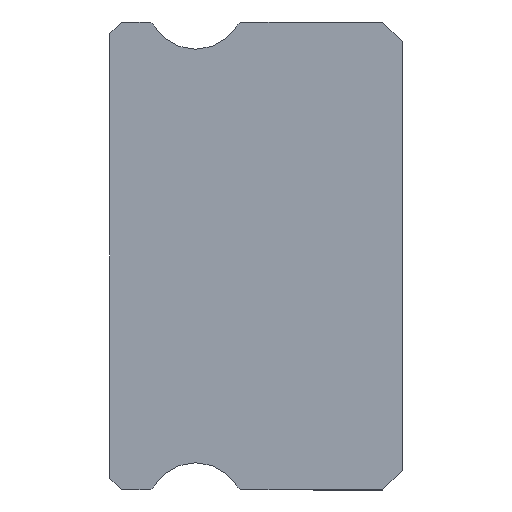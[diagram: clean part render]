
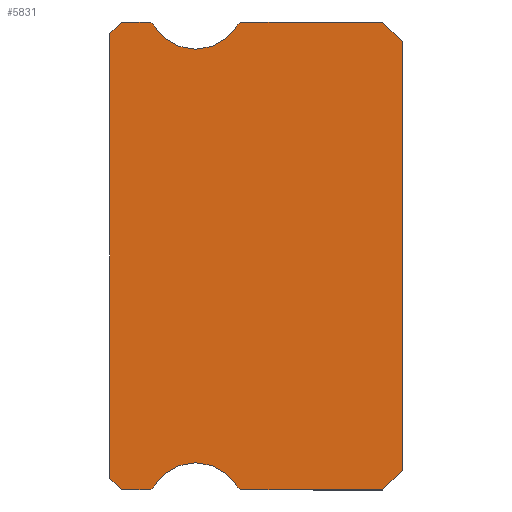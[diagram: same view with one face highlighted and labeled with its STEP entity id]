
A CAD part, left-side view. The second image highlights one B-rep face of the part: STEP entity #5831.
In plain terms, the highlighted planar face has unit normal (-1, 0, 0).
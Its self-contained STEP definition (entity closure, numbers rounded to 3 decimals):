
#12 = VERTEX_POINT ( 'NONE', #600 ) ;
#19 = VERTEX_POINT ( 'NONE', #3141 ) ;
#22 = EDGE_CURVE ( 'NONE', #5970, #5851, #2546, .T. ) ;
#31 = CIRCLE ( 'NONE', #3019, 0.15 ) ;
#63 = DIRECTION ( 'NONE',  ( 0., 0., -1. ) ) ;
#68 = ORIENTED_EDGE ( 'NONE', *, *, #2400, .F. ) ;
#145 = CIRCLE ( 'NONE', #3693, 0.15 ) ;
#251 = LINE ( 'NONE', #4195, #7343 ) ;
#291 = CARTESIAN_POINT ( 'NONE',  ( -12.5, 0., -5.5 ) ) ;
#292 = VECTOR ( 'NONE', #3217, 1000. ) ;
#319 = ORIENTED_EDGE ( 'NONE', *, *, #2438, .T. ) ;
#365 = DIRECTION ( 'NONE',  ( 0., -0.707, -0.707 ) ) ;
#591 = DIRECTION ( 'NONE',  ( 0., 0., -1. ) ) ;
#600 = CARTESIAN_POINT ( 'NONE',  ( -12.5, 7.2, 6. ) ) ;
#658 = DIRECTION ( 'NONE',  ( 0., -1., 0. ) ) ;
#759 = DIRECTION ( 'NONE',  ( 1., 0., 0. ) ) ;
#791 = LINE ( 'NONE', #3365, #5912 ) ;
#855 = CARTESIAN_POINT ( 'NONE',  ( -12.5, 7.5, 5.7 ) ) ;
#879 = CARTESIAN_POINT ( 'NONE',  ( -12.5, 4.088, 5.85 ) ) ;
#937 = VERTEX_POINT ( 'NONE', #5379 ) ;
#1086 = EDGE_CURVE ( 'NONE', #8290, #4670, #1975, .T. ) ;
#1117 = CARTESIAN_POINT ( 'NONE',  ( -12.5, 6.383, -5.925 ) ) ;
#1164 = EDGE_CURVE ( 'NONE', #4974, #5327, #7100, .T. ) ;
#1168 = DIRECTION ( 'NONE',  ( -1., 0., 0. ) ) ;
#1222 = VECTOR ( 'NONE', #4074, 1000. ) ;
#1246 = CARTESIAN_POINT ( 'NONE',  ( -12.5, 7.2, -6. ) ) ;
#1307 = EDGE_CURVE ( 'NONE', #5936, #937, #791, .T. ) ;
#1310 = CIRCLE ( 'NONE', #2808, 0.15 ) ;
#1346 = DIRECTION ( 'NONE',  ( 1., 0., 0. ) ) ;
#1379 = AXIS2_PLACEMENT_3D ( 'NONE', #6902, #4398, #3080 ) ;
#1413 = EDGE_CURVE ( 'NONE', #19, #7389, #1310, .T. ) ;
#1679 = DIRECTION ( 'NONE',  ( 1., 0., 0. ) ) ;
#1745 = CARTESIAN_POINT ( 'NONE',  ( -12.5, 4.217, 5.925 ) ) ;
#1789 = ORIENTED_EDGE ( 'NONE', *, *, #2375, .F. ) ;
#1863 = CARTESIAN_POINT ( 'NONE',  ( -12.5, 6.512, -6. ) ) ;
#1921 = CARTESIAN_POINT ( 'NONE',  ( -12.5, 6.512, 6. ) ) ;
#1975 = CIRCLE ( 'NONE', #7266, 1.25 ) ;
#2011 = PLANE ( 'NONE',  #5852 ) ;
#2025 = VECTOR ( 'NONE', #4623, 1000. ) ;
#2026 = CARTESIAN_POINT ( 'NONE',  ( -12.5, 0.5, 6. ) ) ;
#2031 = DIRECTION ( 'NONE',  ( -1., 0., 0. ) ) ;
#2075 = EDGE_CURVE ( 'NONE', #5590, #4974, #7909, .T. ) ;
#2095 = CARTESIAN_POINT ( 'NONE',  ( -12.5, 7.2, -6. ) ) ;
#2209 = CARTESIAN_POINT ( 'NONE',  ( -12.5, 6.512, -6. ) ) ;
#2293 = DIRECTION ( 'NONE',  ( 0., 0.707, -0.707 ) ) ;
#2375 = EDGE_CURVE ( 'NONE', #6492, #6625, #7896, .T. ) ;
#2382 = CARTESIAN_POINT ( 'NONE',  ( -12.5, 6.512, -5.85 ) ) ;
#2400 = EDGE_CURVE ( 'NONE', #937, #19, #6835, .T. ) ;
#2438 = EDGE_CURVE ( 'NONE', #5936, #6625, #6192, .T. ) ;
#2492 = VERTEX_POINT ( 'NONE', #3697 ) ;
#2546 = CIRCLE ( 'NONE', #7286, 0.15 ) ;
#2592 = EDGE_CURVE ( 'NONE', #4397, #6492, #5782, .T. ) ;
#2684 = CARTESIAN_POINT ( 'NONE',  ( -12.5, 6.512, -6. ) ) ;
#2808 = AXIS2_PLACEMENT_3D ( 'NONE', #2984, #1679, #3719 ) ;
#2832 = LINE ( 'NONE', #855, #2867 ) ;
#2867 = VECTOR ( 'NONE', #2293, 1000. ) ;
#2948 = ORIENTED_EDGE ( 'NONE', *, *, #1307, .F. ) ;
#2984 = CARTESIAN_POINT ( 'NONE',  ( -12.5, 4.088, -5.85 ) ) ;
#3019 = AXIS2_PLACEMENT_3D ( 'NONE', #2382, #4407, #591 ) ;
#3080 = DIRECTION ( 'NONE',  ( 0., 0., -1. ) ) ;
#3141 = CARTESIAN_POINT ( 'NONE',  ( -12.5, 4.088, -6. ) ) ;
#3217 = DIRECTION ( 'NONE',  ( 0., 0., 1. ) ) ;
#3290 = CIRCLE ( 'NONE', #4384, 1.25 ) ;
#3312 = EDGE_CURVE ( 'NONE', #4670, #4397, #145, .T. ) ;
#3365 = CARTESIAN_POINT ( 'NONE',  ( -12.5, 0., -5.5 ) ) ;
#3537 = VECTOR ( 'NONE', #4510, 1000. ) ;
#3558 = CARTESIAN_POINT ( 'NONE',  ( -12.5, 6.512, 6. ) ) ;
#3615 = EDGE_CURVE ( 'NONE', #5590, #2492, #5306, .T. ) ;
#3693 = AXIS2_PLACEMENT_3D ( 'NONE', #879, #4637, #63 ) ;
#3697 = CARTESIAN_POINT ( 'NONE',  ( -12.5, 7.5, 5.7 ) ) ;
#3719 = DIRECTION ( 'NONE',  ( 0., 0., -1. ) ) ;
#3732 = CARTESIAN_POINT ( 'NONE',  ( -12.5, 4.088, 6. ) ) ;
#3746 = ORIENTED_EDGE ( 'NONE', *, *, #3615, .F. ) ;
#3889 = VECTOR ( 'NONE', #658, 1000. ) ;
#3902 = CARTESIAN_POINT ( 'NONE',  ( -12.5, 7.5, 5.85 ) ) ;
#3939 = VECTOR ( 'NONE', #4162, 1000. ) ;
#4003 = DIRECTION ( 'NONE',  ( 0., 0., -1. ) ) ;
#4069 = EDGE_LOOP ( 'NONE', ( #5082, #3746, #4249, #7083, #7731, #7550, #6087, #68, #2948, #319, #1789, #6203, #6848, #7678, #6740, #4391, #5041 ) ) ;
#4074 = DIRECTION ( 'NONE',  ( 0., 1., 0. ) ) ;
#4127 = CARTESIAN_POINT ( 'NONE',  ( -12.5, 0., 5.5 ) ) ;
#4162 = DIRECTION ( 'NONE',  ( 0., 0., 1. ) ) ;
#4195 = CARTESIAN_POINT ( 'NONE',  ( -12.5, 7.2, 6. ) ) ;
#4249 = ORIENTED_EDGE ( 'NONE', *, *, #2075, .T. ) ;
#4384 = AXIS2_PLACEMENT_3D ( 'NONE', #7842, #2031, #4003 ) ;
#4391 = ORIENTED_EDGE ( 'NONE', *, *, #22, .F. ) ;
#4397 = VERTEX_POINT ( 'NONE', #3732 ) ;
#4398 = DIRECTION ( 'NONE',  ( -1., 0., 0. ) ) ;
#4407 = DIRECTION ( 'NONE',  ( 1., 0., 0. ) ) ;
#4510 = DIRECTION ( 'NONE',  ( 0., -1., 0. ) ) ;
#4520 = DIRECTION ( 'NONE',  ( 0., 0., -1. ) ) ;
#4572 = CARTESIAN_POINT ( 'NONE',  ( -12.5, 6.512, 5.85 ) ) ;
#4623 = DIRECTION ( 'NONE',  ( 0., -0.707, -0.707 ) ) ;
#4637 = DIRECTION ( 'NONE',  ( 1., 0., 0. ) ) ;
#4670 = VERTEX_POINT ( 'NONE', #1745 ) ;
#4974 = VERTEX_POINT ( 'NONE', #1246 ) ;
#4997 = VECTOR ( 'NONE', #365, 1000. ) ;
#5041 = ORIENTED_EDGE ( 'NONE', *, *, #5980, .T. ) ;
#5057 = CIRCLE ( 'NONE', #1379, 1.25 ) ;
#5082 = ORIENTED_EDGE ( 'NONE', *, *, #8070, .T. ) ;
#5208 = CARTESIAN_POINT ( 'NONE',  ( -12.5, 6.383, 5.925 ) ) ;
#5240 = VERTEX_POINT ( 'NONE', #1117 ) ;
#5306 = LINE ( 'NONE', #3902, #292 ) ;
#5327 = VERTEX_POINT ( 'NONE', #1863 ) ;
#5379 = CARTESIAN_POINT ( 'NONE',  ( -12.5, 0.5, -6. ) ) ;
#5500 = CARTESIAN_POINT ( 'NONE',  ( -12.5, 0.5, 6. ) ) ;
#5590 = VERTEX_POINT ( 'NONE', #6110 ) ;
#5689 = EDGE_CURVE ( 'NONE', #5240, #5327, #31, .T. ) ;
#5782 = LINE ( 'NONE', #1921, #3537 ) ;
#5796 = CARTESIAN_POINT ( 'NONE',  ( -12.5, 6.512, 5.85 ) ) ;
#5809 = CARTESIAN_POINT ( 'NONE',  ( -12.5, 0., 5.5 ) ) ;
#5831 = ADVANCED_FACE ( 'NONE', ( #6473 ), #2011, .F. ) ;
#5851 = VERTEX_POINT ( 'NONE', #5208 ) ;
#5852 = AXIS2_PLACEMENT_3D ( 'NONE', #5796, #759, #4520 ) ;
#5912 = VECTOR ( 'NONE', #8068, 1000. ) ;
#5936 = VERTEX_POINT ( 'NONE', #291 ) ;
#5970 = VERTEX_POINT ( 'NONE', #3558 ) ;
#5980 = EDGE_CURVE ( 'NONE', #5970, #12, #251, .T. ) ;
#6087 = ORIENTED_EDGE ( 'NONE', *, *, #1413, .F. ) ;
#6110 = CARTESIAN_POINT ( 'NONE',  ( -12.5, 7.5, -5.7 ) ) ;
#6192 = LINE ( 'NONE', #4127, #3939 ) ;
#6203 = ORIENTED_EDGE ( 'NONE', *, *, #2592, .F. ) ;
#6473 = FACE_OUTER_BOUND ( 'NONE', #4069, .T. ) ;
#6492 = VERTEX_POINT ( 'NONE', #5500 ) ;
#6625 = VERTEX_POINT ( 'NONE', #5809 ) ;
#6740 = ORIENTED_EDGE ( 'NONE', *, *, #6813, .F. ) ;
#6772 = DIRECTION ( 'NONE',  ( 0., 1., 0. ) ) ;
#6813 = EDGE_CURVE ( 'NONE', #5851, #8290, #3290, .T. ) ;
#6835 = LINE ( 'NONE', #2209, #1222 ) ;
#6848 = ORIENTED_EDGE ( 'NONE', *, *, #3312, .F. ) ;
#6900 = DIRECTION ( 'NONE',  ( 0., 0., -1. ) ) ;
#6902 = CARTESIAN_POINT ( 'NONE',  ( -12.5, 5.3, -6.55 ) ) ;
#7083 = ORIENTED_EDGE ( 'NONE', *, *, #1164, .T. ) ;
#7100 = LINE ( 'NONE', #2684, #3889 ) ;
#7141 = EDGE_CURVE ( 'NONE', #7389, #5240, #5057, .T. ) ;
#7266 = AXIS2_PLACEMENT_3D ( 'NONE', #8173, #1168, #6900 ) ;
#7286 = AXIS2_PLACEMENT_3D ( 'NONE', #4572, #1346, #8307 ) ;
#7343 = VECTOR ( 'NONE', #6772, 1000. ) ;
#7389 = VERTEX_POINT ( 'NONE', #7733 ) ;
#7509 = CARTESIAN_POINT ( 'NONE',  ( -12.5, 5.3, 5.3 ) ) ;
#7550 = ORIENTED_EDGE ( 'NONE', *, *, #7141, .F. ) ;
#7678 = ORIENTED_EDGE ( 'NONE', *, *, #1086, .F. ) ;
#7731 = ORIENTED_EDGE ( 'NONE', *, *, #5689, .F. ) ;
#7733 = CARTESIAN_POINT ( 'NONE',  ( -12.5, 4.217, -5.925 ) ) ;
#7842 = CARTESIAN_POINT ( 'NONE',  ( -12.5, 5.3, 6.55 ) ) ;
#7896 = LINE ( 'NONE', #2026, #2025 ) ;
#7909 = LINE ( 'NONE', #2095, #4997 ) ;
#8068 = DIRECTION ( 'NONE',  ( 0., 0.707, -0.707 ) ) ;
#8070 = EDGE_CURVE ( 'NONE', #12, #2492, #2832, .T. ) ;
#8173 = CARTESIAN_POINT ( 'NONE',  ( -12.5, 5.3, 6.55 ) ) ;
#8290 = VERTEX_POINT ( 'NONE', #7509 ) ;
#8307 = DIRECTION ( 'NONE',  ( 0., 0., -1. ) ) ;
